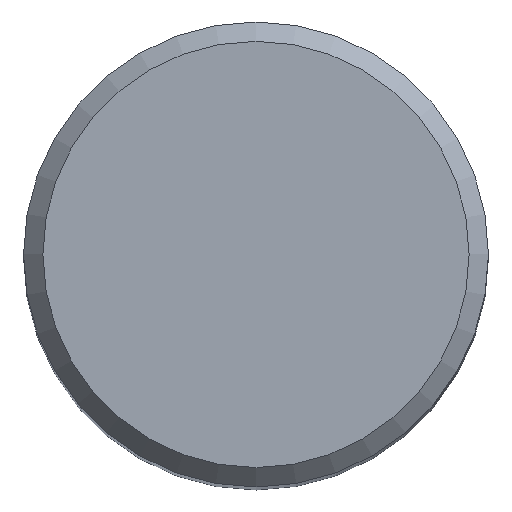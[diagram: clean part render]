
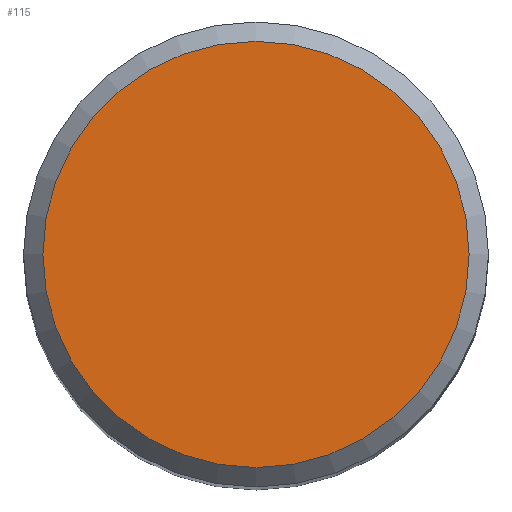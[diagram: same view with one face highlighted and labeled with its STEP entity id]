
A CAD part, top view. The second image highlights one B-rep face of the part: STEP entity #115.
In plain terms, the highlighted planar face has unit normal (0, 0, 1).
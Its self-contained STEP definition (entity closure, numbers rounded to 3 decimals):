
#115=ADVANCED_FACE('',(#149),#143,.T.);
#143=PLANE('',#359);
#149=FACE_OUTER_BOUND('',#154,.T.);
#154=EDGE_LOOP('',(#204));
#204=ORIENTED_EDGE('',*,*,#280,.T.);
#254=VERTEX_POINT('',#530);
#280=EDGE_CURVE('',#254,#254,#305,.T.);
#305=CIRCLE('',#358,5.5);
#358=AXIS2_PLACEMENT_3D('',#529,#419,#420);
#359=AXIS2_PLACEMENT_3D('',#531,#421,#422);
#419=DIRECTION('',(0.,0.,1.));
#420=DIRECTION('',(1.,0.,0.));
#421=DIRECTION('',(0.,0.,1.));
#422=DIRECTION('',(-1.,0.,0.));
#529=CARTESIAN_POINT('',(0.,0.,45.));
#530=CARTESIAN_POINT('',(5.5,0.,45.));
#531=CARTESIAN_POINT('',(0.,0.,45.));
